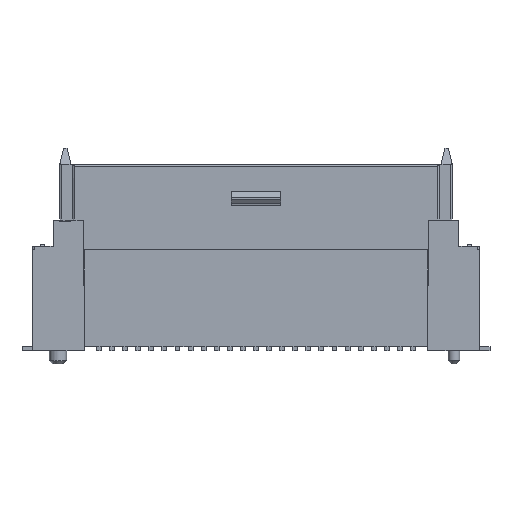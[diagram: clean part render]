
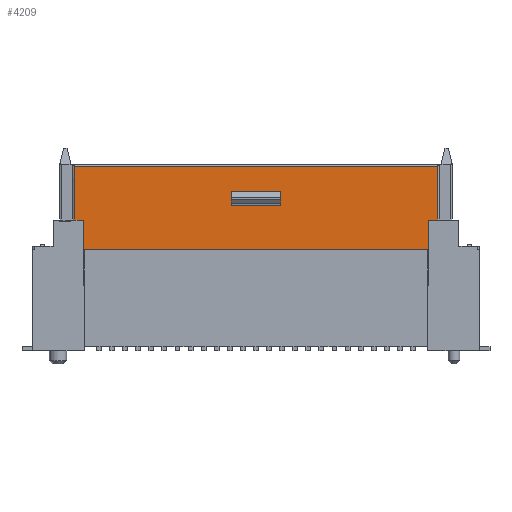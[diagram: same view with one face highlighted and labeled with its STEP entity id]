
A CAD part, front view. The second image highlights one B-rep face of the part: STEP entity #4209.
In plain terms, the highlighted planar face has unit normal (0, -1, 0).
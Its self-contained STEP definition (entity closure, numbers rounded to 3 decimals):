
#254=CARTESIAN_POINT('',(7.1,-2.175,4.8));
#255=VERTEX_POINT('',#254);
#263=CARTESIAN_POINT('',(6.55,-2.175,4.8));
#264=VERTEX_POINT('',#263);
#265=CARTESIAN_POINT('',(7.1,-2.175,4.8));
#266=DIRECTION('',(-1.,0.,0.));
#267=VECTOR('',#266,0.55);
#268=LINE('',#265,#267);
#269=EDGE_CURVE('',#255,#264,#268,.T.);
#303=CARTESIAN_POINT('',(6.55,-2.175,1.05));
#304=VERTEX_POINT('',#303);
#305=CARTESIAN_POINT('',(6.55,-2.175,4.8));
#306=DIRECTION('',(0.,0.,-1.));
#307=VECTOR('',#306,3.75);
#308=LINE('',#305,#307);
#309=EDGE_CURVE('',#264,#304,#308,.T.);
#630=CARTESIAN_POINT('',(7.1,-2.175,8.1));
#631=VERTEX_POINT('',#630);
#640=CARTESIAN_POINT('',(7.1,-2.175,8.1));
#641=DIRECTION('',(0.,0.,-1.));
#642=VECTOR('',#641,3.3);
#643=LINE('',#640,#642);
#644=EDGE_CURVE('',#631,#255,#643,.T.);
#775=CARTESIAN_POINT('',(-5.5,-2.175,6.529));
#776=VERTEX_POINT('',#775);
#793=CARTESIAN_POINT('',(-2.5,-2.175,6.529));
#794=VERTEX_POINT('',#793);
#801=CARTESIAN_POINT('',(-2.5,-2.175,6.529));
#802=DIRECTION('',(-1.,0.,0.));
#803=VECTOR('',#802,3.);
#804=LINE('',#801,#803);
#805=EDGE_CURVE('',#794,#776,#804,.T.);
#833=CARTESIAN_POINT('',(-2.5,-2.175,5.691));
#834=VERTEX_POINT('',#833);
#842=CARTESIAN_POINT('',(-2.5,-2.175,5.691));
#843=DIRECTION('',(0.,0.,1.));
#844=VECTOR('',#843,0.838);
#845=LINE('',#842,#844);
#846=EDGE_CURVE('',#834,#794,#845,.T.);
#1070=CARTESIAN_POINT('',(-5.5,-2.175,5.691));
#1071=VERTEX_POINT('',#1070);
#1072=CARTESIAN_POINT('',(-5.5,-2.175,6.529));
#1073=DIRECTION('',(0.,0.,-1.));
#1074=VECTOR('',#1073,0.838);
#1075=LINE('',#1072,#1074);
#1076=EDGE_CURVE('',#776,#1071,#1075,.T.);
#1094=CARTESIAN_POINT('',(-14.55,-2.175,1.05));
#1095=VERTEX_POINT('',#1094);
#1096=CARTESIAN_POINT('',(-14.55,-2.175,4.8));
#1097=VERTEX_POINT('',#1096);
#1098=CARTESIAN_POINT('',(-14.55,-2.175,1.05));
#1099=DIRECTION('',(0.,0.,1.));
#1100=VECTOR('',#1099,3.75);
#1101=LINE('',#1098,#1100);
#1102=EDGE_CURVE('',#1095,#1097,#1101,.T.);
#1224=CARTESIAN_POINT('',(-15.1,-2.175,8.1));
#1225=VERTEX_POINT('',#1224);
#1234=CARTESIAN_POINT('',(-15.1,-2.175,8.1));
#1235=DIRECTION('',(1.,0.,0.));
#1236=VECTOR('',#1235,22.2);
#1237=LINE('',#1234,#1236);
#1238=EDGE_CURVE('',#1225,#631,#1237,.T.);
#1266=CARTESIAN_POINT('',(-15.1,-2.175,4.8));
#1267=VERTEX_POINT('',#1266);
#1275=CARTESIAN_POINT('',(-15.1,-2.175,4.8));
#1276=DIRECTION('',(0.,0.,1.));
#1277=VECTOR('',#1276,3.3);
#1278=LINE('',#1275,#1277);
#1279=EDGE_CURVE('',#1267,#1225,#1278,.T.);
#1395=CARTESIAN_POINT('',(-14.55,-2.175,4.8));
#1396=DIRECTION('',(-1.,0.,0.));
#1397=VECTOR('',#1396,0.55);
#1398=LINE('',#1395,#1397);
#1399=EDGE_CURVE('',#1097,#1267,#1398,.T.);
#3808=CARTESIAN_POINT('',(-5.5,-2.175,5.691));
#3809=DIRECTION('',(1.,0.,0.));
#3810=VECTOR('',#3809,3.);
#3811=LINE('',#3808,#3810);
#3812=EDGE_CURVE('',#1071,#834,#3811,.T.);
#4102=CARTESIAN_POINT('',(6.5,-2.175,1.05));
#4103=VERTEX_POINT('',#4102);
#4104=CARTESIAN_POINT('',(6.55,-2.175,1.05));
#4105=DIRECTION('',(-1.,0.,0.));
#4106=VECTOR('',#4105,0.05);
#4107=LINE('',#4104,#4106);
#4108=EDGE_CURVE('',#304,#4103,#4107,.T.);
#4158=CARTESIAN_POINT('',(-4.,-2.175,4.575));
#4159=DIRECTION('',(-1.,0.,0.));
#4160=DIRECTION('',(-0.,-1.,-0.));
#4161=AXIS2_PLACEMENT_3D('',#4158,#4160,#4159);
#4162=PLANE('',#4161);
#4163=ORIENTED_EDGE('',*,*,#1279,.F.);
#4164=ORIENTED_EDGE('',*,*,#1399,.F.);
#4165=ORIENTED_EDGE('',*,*,#1102,.F.);
#4166=CARTESIAN_POINT('',(-14.5,-2.175,1.05));
#4167=VERTEX_POINT('',#4166);
#4168=CARTESIAN_POINT('',(-14.55,-2.175,1.05));
#4169=DIRECTION('',(1.,0.,0.));
#4170=VECTOR('',#4169,0.05);
#4171=LINE('',#4168,#4170);
#4172=EDGE_CURVE('',#1095,#4167,#4171,.T.);
#4173=ORIENTED_EDGE('',*,*,#4172,.T.);
#4174=CARTESIAN_POINT('',(-14.5,-2.175,3.));
#4175=VERTEX_POINT('',#4174);
#4176=CARTESIAN_POINT('',(-14.5,-2.175,1.05));
#4177=DIRECTION('',(0.,0.,1.));
#4178=VECTOR('',#4177,1.95);
#4179=LINE('',#4176,#4178);
#4180=EDGE_CURVE('',#4167,#4175,#4179,.T.);
#4181=ORIENTED_EDGE('',*,*,#4180,.T.);
#4182=CARTESIAN_POINT('',(6.5,-2.175,3.));
#4183=VERTEX_POINT('',#4182);
#4184=CARTESIAN_POINT('',(-14.5,-2.175,3.));
#4185=DIRECTION('',(1.,0.,0.));
#4186=VECTOR('',#4185,21.);
#4187=LINE('',#4184,#4186);
#4188=EDGE_CURVE('',#4175,#4183,#4187,.T.);
#4189=ORIENTED_EDGE('',*,*,#4188,.T.);
#4190=CARTESIAN_POINT('',(6.5,-2.175,3.));
#4191=DIRECTION('',(0.,0.,-1.));
#4192=VECTOR('',#4191,1.95);
#4193=LINE('',#4190,#4192);
#4194=EDGE_CURVE('',#4183,#4103,#4193,.T.);
#4195=ORIENTED_EDGE('',*,*,#4194,.T.);
#4196=ORIENTED_EDGE('',*,*,#4108,.F.);
#4197=ORIENTED_EDGE('',*,*,#309,.F.);
#4198=ORIENTED_EDGE('',*,*,#269,.F.);
#4199=ORIENTED_EDGE('',*,*,#644,.F.);
#4200=ORIENTED_EDGE('',*,*,#1238,.F.);
#4201=EDGE_LOOP('',(#4163,#4164,#4165,#4173,#4181,#4189,#4195,#4196,#4197,#4198,#4199,#4200));
#4202=FACE_OUTER_BOUND('',#4201,.T.);
#4203=ORIENTED_EDGE('',*,*,#805,.F.);
#4204=ORIENTED_EDGE('',*,*,#846,.F.);
#4205=ORIENTED_EDGE('',*,*,#3812,.F.);
#4206=ORIENTED_EDGE('',*,*,#1076,.F.);
#4207=EDGE_LOOP('',(#4203,#4204,#4205,#4206));
#4208=FACE_BOUND('',#4207,.T.);
#4209=ADVANCED_FACE('',(#4202,#4208),#4162,.T.);
